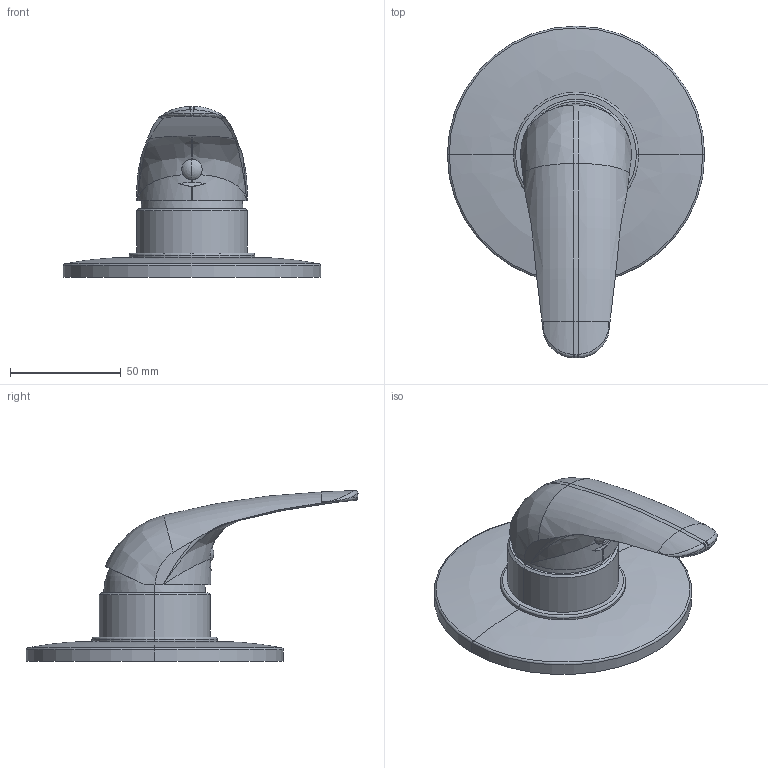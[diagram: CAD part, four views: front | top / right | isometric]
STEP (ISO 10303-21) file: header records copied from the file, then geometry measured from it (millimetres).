
FILE_DESCRIPTION((''),'2;1');
FILE_NAME('DU010CR','2021-04-30T13:12:33',('ut3'),('PAFFONI SpA'),'CREO PARAMETRIC BY PTC INC, 2020044','CREO PARAMETRIC BY PTC INC, 2020044','');
FILE_SCHEMA(('CONFIG_CONTROL_DESIGN','SHAPE_APPEARANCE_LAYERS_GROUPS'));
Length unit declared in the file: millimetre
Products named in the file (1): DU010CR
Bounding box: 116 x 149.67 x 77.02 mm (x, y, z)
Volume: 186246.7 mm3; surface area: 42231 mm2
Topology: 1 solids, 1 shells, 84 faces, 208 edges, 127 vertices
Faces by surface type: cylinder 24, bspline 24, plane 20, sphere 8, torus 6, cone 2
Entity records: 4704 total; most frequent: CARTESIAN_POINT 2269, ORIENTED_EDGE 408, DIRECTION 339, EDGE_CURVE 204, AXIS2_PLACEMENT_3D 143, VERTEX_POINT 127, EDGE_LOOP 89, FACE_OUTER_BOUND 84
